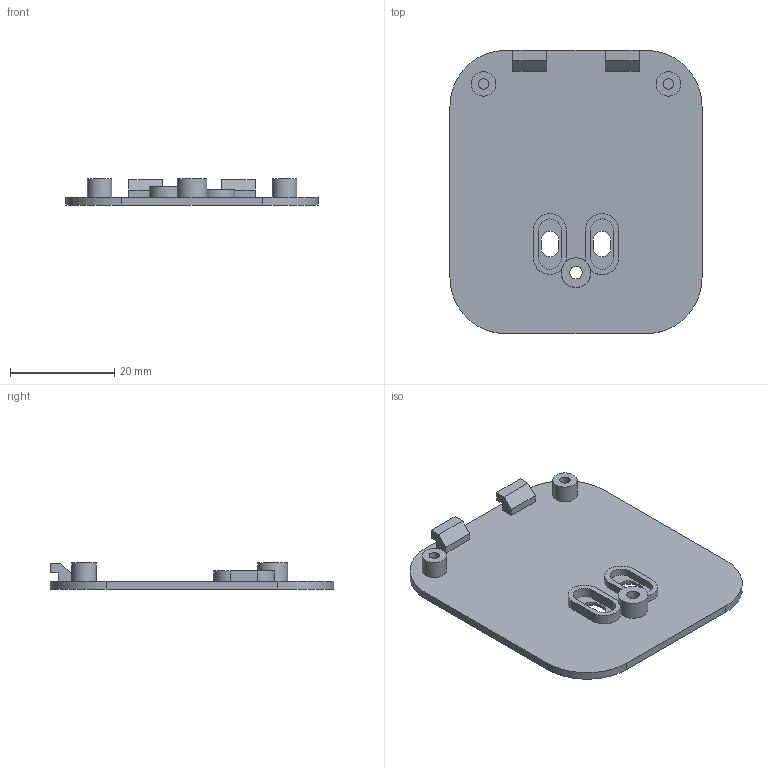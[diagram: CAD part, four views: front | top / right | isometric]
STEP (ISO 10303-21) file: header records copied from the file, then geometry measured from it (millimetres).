
FILE_DESCRIPTION(/* description */ (''),/* implementation_level */ '2;1');
FILE_NAME(/* name */ 'Bottom-Cover.step',/* time_stamp */ '2026-01-06T22:24:14+08:00',/* author */ (''),/* organization */ (''),/* preprocessor_version */ 'ST-DEVELOPER v20.1',/* originating_system */ 'Autodesk Translation Framework v14.21.0.0',/* authorisation */ '');
FILE_SCHEMA (('AUTOMOTIVE_DESIGN { 1 0 10303 214 3 1 1 }'));
Length unit declared in the file: millimetre
Products named in the file (1): SparkinFP外壳
Bounding box: 48.4 x 54.4 x 5 mm (x, y, z)
Volume: 4112.3 mm3; surface area: 5889.6 mm2
Topology: 1 solids, 1 shells, 77 faces, 187 edges, 122 vertices
Faces by surface type: plane 48, cylinder 25, cone 4
Full cylindrical faces by diameter (mm): 2 x2, 2.4 x1, 3.7 x1, 4.7 x2, 5.7 x1
Entity records: 2303 total; most frequent: DIRECTION 401, CARTESIAN_POINT 387, ORIENTED_EDGE 374, EDGE_CURVE 187, AXIS2_PLACEMENT_3D 136, LINE 129, VECTOR 129, VERTEX_POINT 122
